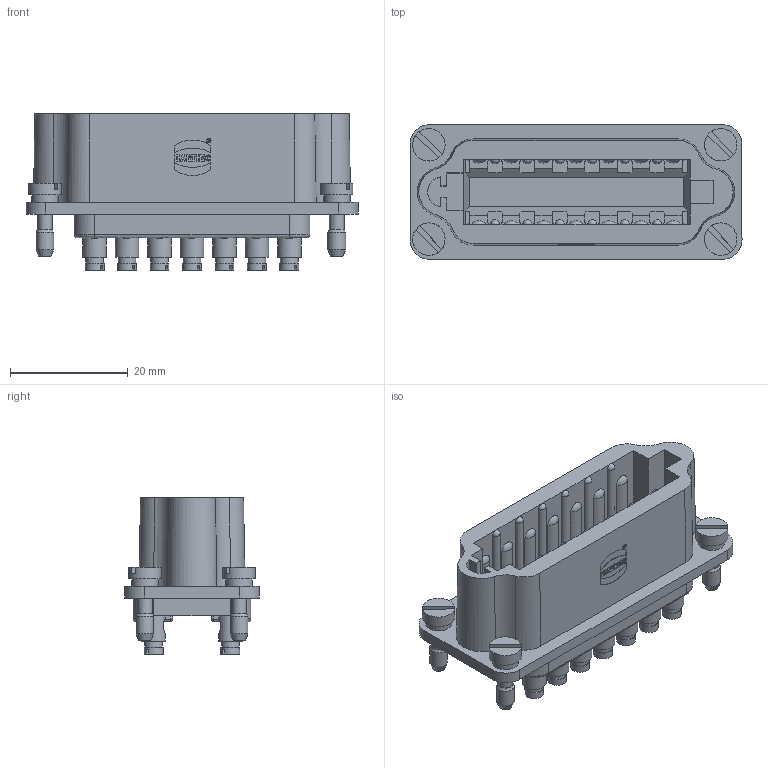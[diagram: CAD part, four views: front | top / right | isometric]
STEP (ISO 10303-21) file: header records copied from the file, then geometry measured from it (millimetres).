
FILE_DESCRIPTION(/* description */ (''),/* implementation_level */ '2;1');
FILE_NAME(/* name */ '100178612ugm000_b.stp',/* time_stamp */ '2019-08-30T07:33:22+02:00',/* author */ (''),/* organization */ (''),/* preprocessor_version */ 'ST-DEVELOPER v16.7',/* originating_system */ 'SIEMENS PLM Software NX 12.0',/* authorisation */ '');
FILE_SCHEMA (('AUTOMOTIVE_DESIGN { 1 0 10303 214 3 1 1 1 }'));
Length unit declared in the file: millimetre
Products named in the file (1): 100178612ugm000_b
Bounding box: 56.3 x 22.8 x 26.5 mm (x, y, z)
Volume: 11234.3 mm3; surface area: 9821.3 mm2
Topology: 1 solids, 1 shells, 788 faces, 2364 edges, 1660 vertices
Faces by surface type: plane 440, cylinder 223, sphere 54, cone 39, extrusion 16, bspline 12, revolution 4
Full cylindrical faces by diameter (mm): 2.4 x14, 2.5 x4, 3 x18, 3.19 x14, 3.2 x14, 4 x14, 4.5 x4, 5.5 x4
Entity records: 33038 total; most frequent: CARTESIAN_POINT 7369, DIRECTION 4048, ORIENTED_EDGE 3972, EDGE_CURVE 1986, AXIS2_PLACEMENT_3D 1462, VERTEX_POINT 1377, VECTOR 1120, LINE 1104
